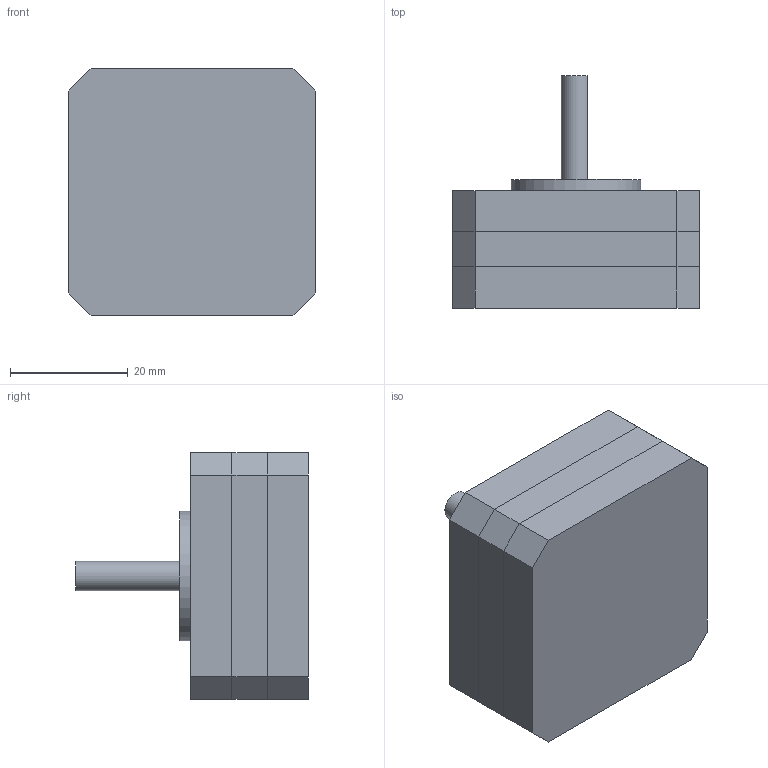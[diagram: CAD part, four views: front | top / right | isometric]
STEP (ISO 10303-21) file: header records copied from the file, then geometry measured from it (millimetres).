
FILE_DESCRIPTION(/* description */ (''),/* implementation_level */ '2;1');
FILE_NAME(/* name */ 'Stepper Motor v2_ipt_26cd2209.STEP',/* time_stamp */ '2024-05-28T14:29:31+01:00',/* author */ ('rlndo'),/* organization */ (''),/* preprocessor_version */ 'ST-DEVELOPER v16.13',/* originating_system */ 'Autodesk Inventor 2018',/* authorisation */ '');
FILE_SCHEMA (('AUTOMOTIVE_DESIGN { 1 0 10303 214 3 1 1 }'));
Length unit declared in the file: millimetre
Products named in the file (1): Stepper Motor v2
Bounding box: 42 x 39.6 x 42 mm (x, y, z)
Volume: 35710.4 mm3; surface area: 14089.1 mm2
Topology: 4 solids, 4 shells, 44 faces, 93 edges, 62 vertices
Faces by surface type: plane 38, cylinder 6
Full cylindrical faces by diameter (mm): 2.3 x4, 22 x1
Entity records: 1201 total; most frequent: CARTESIAN_POINT 195, DIRECTION 190, ORIENTED_EDGE 176, EDGE_CURVE 88, LINE 76, VECTOR 76, VERTEX_POINT 62, AXIS2_PLACEMENT_3D 57
